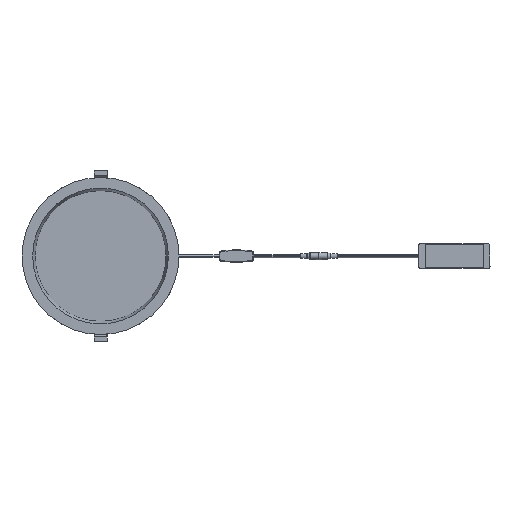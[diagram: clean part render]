
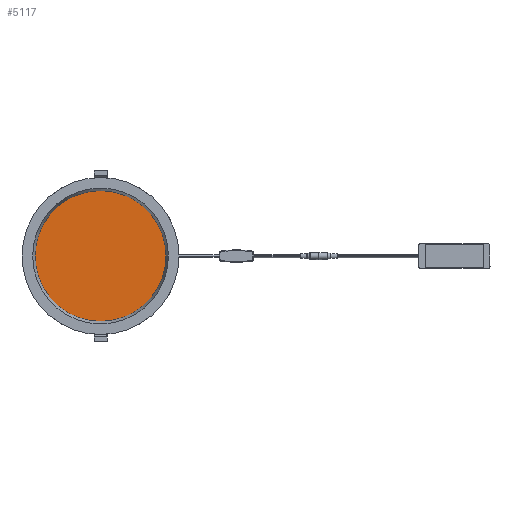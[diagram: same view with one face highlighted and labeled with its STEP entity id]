
A CAD part, top view. The second image highlights one B-rep face of the part: STEP entity #5117.
In plain terms, the highlighted face is planar.
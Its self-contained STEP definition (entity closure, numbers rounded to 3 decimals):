
#5117 = ADVANCED_FACE ( 'NONE', ( #22273 ), #57225, .F. ) ;
#7751 = VERTEX_POINT ( 'NONE', #32339 ) ;
#8130 = CARTESIAN_POINT ( 'NONE',  ( 0., -115.75, 7.5 ) ) ;
#11344 = DIRECTION ( 'NONE',  ( 0., 0., 1. ) ) ;
#11827 = EDGE_CURVE ( 'NONE', #59245, #7751, #42422, .T. ) ;
#14463 = ORIENTED_EDGE ( 'NONE', *, *, #11827, .F. ) ;
#17469 = CARTESIAN_POINT ( 'NONE',  ( 0., 0., 7.5 ) ) ;
#17495 = EDGE_LOOP ( 'NONE', ( #14463, #59575 ) ) ;
#19149 = DIRECTION ( 'NONE',  ( 0., 0., 1. ) ) ;
#22273 = FACE_OUTER_BOUND ( 'NONE', #17495, .T. ) ;
#23789 = EDGE_CURVE ( 'NONE', #7751, #59245, #42151, .T. ) ;
#25725 = CARTESIAN_POINT ( 'NONE',  ( 0., 0., 7.5 ) ) ;
#26827 = DIRECTION ( 'NONE',  ( 0., 1., 0. ) ) ;
#29467 = AXIS2_PLACEMENT_3D ( 'NONE', #25725, #11344, #30407 ) ;
#30407 = DIRECTION ( 'NONE',  ( 0., -1., 0. ) ) ;
#32339 = CARTESIAN_POINT ( 'NONE',  ( 0., 115.75, 7.5 ) ) ;
#36516 = DIRECTION ( 'NONE',  ( 0., 0., 1. ) ) ;
#38503 = CARTESIAN_POINT ( 'NONE',  ( 0., 0., 7.5 ) ) ;
#42151 = CIRCLE ( 'NONE', #51153, 115.75 ) ;
#42422 = CIRCLE ( 'NONE', #29467, 115.75 ) ;
#44576 = AXIS2_PLACEMENT_3D ( 'NONE', #38503, #19149, #52518 ) ;
#51153 = AXIS2_PLACEMENT_3D ( 'NONE', #17469, #36516, #26827 ) ;
#52518 = DIRECTION ( 'NONE',  ( 0., 1., 0. ) ) ;
#57225 = PLANE ( 'NONE',  #44576 ) ;
#59245 = VERTEX_POINT ( 'NONE', #8130 ) ;
#59575 = ORIENTED_EDGE ( 'NONE', *, *, #23789, .F. ) ;
